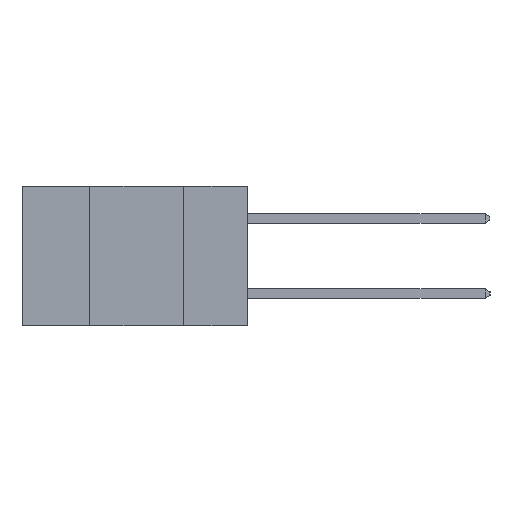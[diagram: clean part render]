
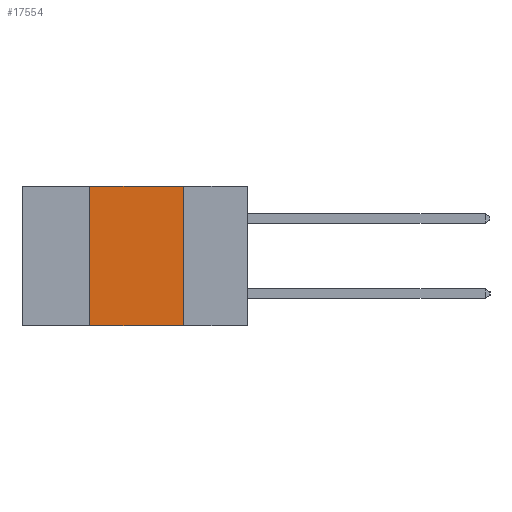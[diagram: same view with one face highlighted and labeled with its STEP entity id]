
A CAD part, left-side view. The second image highlights one B-rep face of the part: STEP entity #17554.
In plain terms, the highlighted planar face has unit normal (-1, 0, 0).
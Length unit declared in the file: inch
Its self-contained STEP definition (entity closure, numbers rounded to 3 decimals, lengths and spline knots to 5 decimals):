
#122 = CARTESIAN_POINT ( 'NONE',  ( 0., 0.17, 0. ) ) ;
#188 = VERTEX_POINT ( 'NONE', #5270 ) ;
#281 = DIRECTION ( 'NONE',  ( 0., 0., 1. ) ) ;
#749 = VECTOR ( 'NONE', #12430, 39.37008 ) ;
#1551 = VECTOR ( 'NONE', #17450, 39.37008 ) ;
#1680 = EDGE_CURVE ( 'NONE', #8896, #188, #9297, .T. ) ;
#2031 = VECTOR ( 'NONE', #2548, 39.37008 ) ;
#2233 = LINE ( 'NONE', #9920, #19166 ) ;
#2548 = DIRECTION ( 'NONE',  ( 0., 0., -1. ) ) ;
#3096 = PLANE ( 'NONE',  #7358 ) ;
#4245 = ORIENTED_EDGE ( 'NONE', *, *, #6101, .F. ) ;
#4371 = ORIENTED_EDGE ( 'NONE', *, *, #9279, .F. ) ;
#4389 = ORIENTED_EDGE ( 'NONE', *, *, #1680, .T. ) ;
#4711 = DIRECTION ( 'NONE',  ( 0., 0., -1. ) ) ;
#5270 = CARTESIAN_POINT ( 'NONE',  ( 0., 0.17, -0.37 ) ) ;
#5601 = ORIENTED_EDGE ( 'NONE', *, *, #14472, .F. ) ;
#6101 = EDGE_CURVE ( 'NONE', #12909, #15156, #18094, .T. ) ;
#6409 = EDGE_LOOP ( 'NONE', ( #5601, #4245, #4371, #4389 ) ) ;
#7358 = AXIS2_PLACEMENT_3D ( 'NONE', #10985, #14047, #4711 ) ;
#8896 = VERTEX_POINT ( 'NONE', #15244 ) ;
#9279 = EDGE_CURVE ( 'NONE', #8896, #12909, #2233, .T. ) ;
#9297 = LINE ( 'NONE', #12088, #749 ) ;
#9920 = CARTESIAN_POINT ( 'NONE',  ( 0., 0.42, -0.37 ) ) ;
#10465 = CARTESIAN_POINT ( 'NONE',  ( 0., 0.17, -0.37 ) ) ;
#10486 = LINE ( 'NONE', #10465, #2031 ) ;
#10985 = CARTESIAN_POINT ( 'NONE',  ( 0., 0.6, 0. ) ) ;
#12088 = CARTESIAN_POINT ( 'NONE',  ( 0., 0.6, -0.37 ) ) ;
#12430 = DIRECTION ( 'NONE',  ( 0., -1., 0. ) ) ;
#12909 = VERTEX_POINT ( 'NONE', #12973 ) ;
#12973 = CARTESIAN_POINT ( 'NONE',  ( 0., 0.42, 0. ) ) ;
#14047 = DIRECTION ( 'NONE',  ( 1., 0., 0. ) ) ;
#14472 = EDGE_CURVE ( 'NONE', #15156, #188, #10486, .T. ) ;
#15156 = VERTEX_POINT ( 'NONE', #122 ) ;
#15244 = CARTESIAN_POINT ( 'NONE',  ( 0., 0.42, -0.37 ) ) ;
#17450 = DIRECTION ( 'NONE',  ( 0., -1., 0. ) ) ;
#17554 = ADVANCED_FACE ( 'NONE', ( #20115 ), #3096, .F. ) ;
#18094 = LINE ( 'NONE', #19524, #1551 ) ;
#19166 = VECTOR ( 'NONE', #281, 39.37008 ) ;
#19524 = CARTESIAN_POINT ( 'NONE',  ( 0., 0.6, 0. ) ) ;
#20115 = FACE_OUTER_BOUND ( 'NONE', #6409, .T. ) ;
